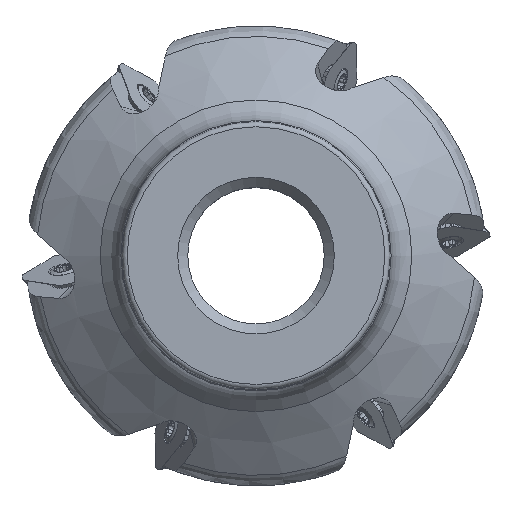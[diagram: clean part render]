
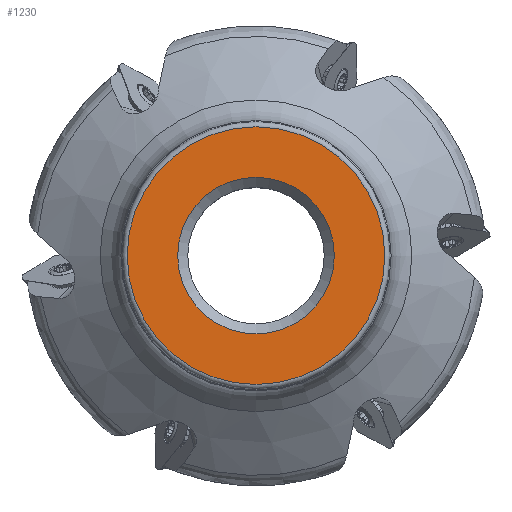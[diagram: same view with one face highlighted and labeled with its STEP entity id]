
A CAD part, top view. The second image highlights one B-rep face of the part: STEP entity #1230.
In plain terms, the highlighted planar face has unit normal (0, 0, 1).
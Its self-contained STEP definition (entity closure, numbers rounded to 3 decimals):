
#1230=ADVANCED_FACE('SU_1',(#2418,#2419),#1782,.F.);
#1782=PLANE('',#12479);
#2169=CIRCLE('',#12477,25.5);
#2170=CIRCLE('',#12478,15.505);
#2418=FACE_BOUND('',#2707,.T.);
#2419=FACE_BOUND('',#2708,.T.);
#2707=EDGE_LOOP('',(#4976));
#2708=EDGE_LOOP('',(#4977));
#4976=ORIENTED_EDGE('',*,*,#9574,.T.);
#4977=ORIENTED_EDGE('',*,*,#9575,.F.);
#8242=VERTEX_POINT('',#19484);
#8243=VERTEX_POINT('',#19486);
#9574=EDGE_CURVE('',#8242,#8242,#2169,.T.);
#9575=EDGE_CURVE('',#8243,#8243,#2170,.T.);
#12477=AXIS2_PLACEMENT_3D('',#19483,#14178,#14179);
#12478=AXIS2_PLACEMENT_3D('',#19485,#14180,#14181);
#12479=AXIS2_PLACEMENT_3D('',#19487,#14182,#14183);
#14178=DIRECTION('',(0.,0.,1.));
#14179=DIRECTION('',(1.,0.,0.));
#14180=DIRECTION('',(0.,0.,1.));
#14181=DIRECTION('',(1.,0.,0.));
#14182=DIRECTION('',(0.,0.,-1.));
#14183=DIRECTION('',(-1.,0.,0.));
#19483=CARTESIAN_POINT('',(0.,0.,0.));
#19484=CARTESIAN_POINT('',(25.5,0.,0.));
#19485=CARTESIAN_POINT('',(0.,0.,0.));
#19486=CARTESIAN_POINT('',(15.505,0.,0.));
#19487=CARTESIAN_POINT('',(-26.5,0.,0.));
